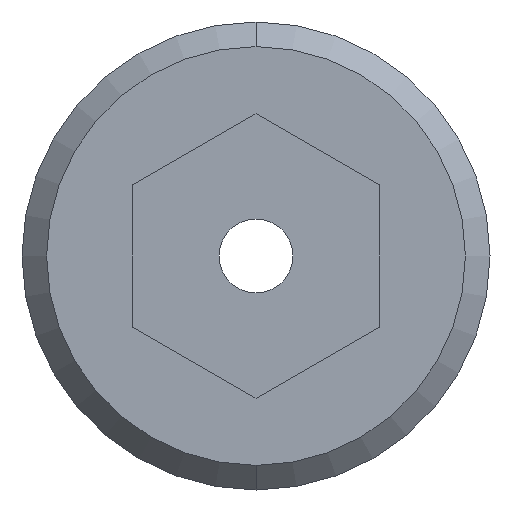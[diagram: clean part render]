
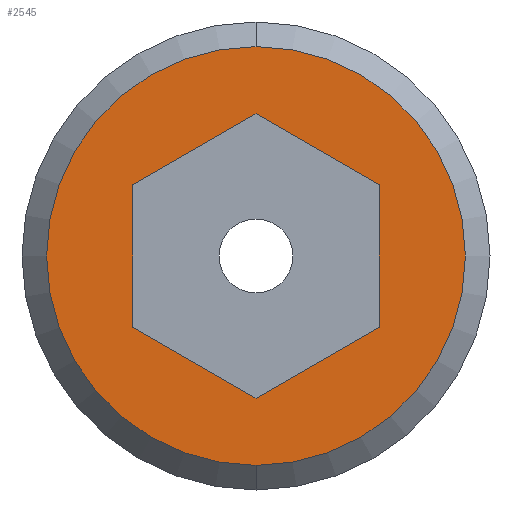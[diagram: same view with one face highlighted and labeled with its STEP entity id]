
A CAD part, left-side view. The second image highlights one B-rep face of the part: STEP entity #2545.
In plain terms, the highlighted planar face has unit normal (-1, 0, 0).
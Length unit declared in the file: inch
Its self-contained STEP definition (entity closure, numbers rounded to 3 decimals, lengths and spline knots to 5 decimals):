
#1130=CARTESIAN_POINT('',(-0.162,0.,0.));
#1131=DIRECTION('',(-1.,0.,0.));
#1132=DIRECTION('',(0.,1.,0.));
#1133=AXIS2_PLACEMENT_3D('',#1130,#1131,#1132);
#1148=DIRECTION('',(0.,0.5,0.866));
#1149=VECTOR('',#1148,0.08083);
#1150=CARTESIAN_POINT('',(-0.162,0.04041,-0.07));
#1151=LINE('',#1150,#1149);
#1152=DIRECTION('',(0.,1.,0.));
#1153=VECTOR('',#1152,0.08083);
#1154=CARTESIAN_POINT('',(-0.162,-0.04041,-0.07));
#1155=LINE('',#1154,#1153);
#1156=DIRECTION('',(0.,0.5,-0.866));
#1157=VECTOR('',#1156,0.08083);
#1158=CARTESIAN_POINT('',(-0.162,-0.08083,0.));
#1159=LINE('',#1158,#1157);
#1160=DIRECTION('',(0.,-0.5,-0.866));
#1161=VECTOR('',#1160,0.08083);
#1162=CARTESIAN_POINT('',(-0.162,-0.04041,0.07));
#1163=LINE('',#1162,#1161);
#1164=DIRECTION('',(0.,-1.,0.));
#1165=VECTOR('',#1164,0.08083);
#1166=CARTESIAN_POINT('',(-0.162,0.04041,0.07));
#1167=LINE('',#1166,#1165);
#1168=DIRECTION('',(0.,-0.5,0.866));
#1169=VECTOR('',#1168,0.08083);
#1170=CARTESIAN_POINT('',(-0.162,0.08083,0.));
#1171=LINE('',#1170,#1169);
#1172=CARTESIAN_POINT('',(-0.162,0.,0.));
#1173=DIRECTION('',(1.,0.,0.));
#1174=DIRECTION('',(0.,1.,0.));
#1175=AXIS2_PLACEMENT_3D('',#1172,#1173,#1174);
#1280=CARTESIAN_POINT('',(-0.162,0.119,0.));
#1281=CARTESIAN_POINT('',(-0.162,-0.119,0.));
#1282=VERTEX_POINT('',#1280);
#1283=VERTEX_POINT('',#1281);
#1300=CARTESIAN_POINT('',(-0.162,0.04041,-0.07));
#1301=CARTESIAN_POINT('',(-0.162,0.08083,0.));
#1302=VERTEX_POINT('',#1300);
#1303=VERTEX_POINT('',#1301);
#1304=CARTESIAN_POINT('',(-0.162,-0.04041,-0.07));
#1305=VERTEX_POINT('',#1304);
#1306=CARTESIAN_POINT('',(-0.162,-0.08083,0.));
#1307=VERTEX_POINT('',#1306);
#1308=CARTESIAN_POINT('',(-0.162,-0.04041,0.07));
#1309=VERTEX_POINT('',#1308);
#1310=CARTESIAN_POINT('',(-0.162,0.04041,0.07));
#1311=VERTEX_POINT('',#1310);
#2521=CARTESIAN_POINT('',(-0.162,0.,0.));
#2522=DIRECTION('',(1.,0.,0.));
#2523=DIRECTION('',(0.,-1.,0.));
#2524=AXIS2_PLACEMENT_3D('',#2521,#2522,#2523);
#2525=PLANE('',#2524);
#2526=ORIENTED_EDGE('',*,*,#2511,.F.);
#2528=ORIENTED_EDGE('',*,*,#2527,.T.);
#2529=EDGE_LOOP('',(#2526,#2528));
#2530=FACE_OUTER_BOUND('',#2529,.F.);
#2532=ORIENTED_EDGE('',*,*,#2531,.F.);
#2534=ORIENTED_EDGE('',*,*,#2533,.F.);
#2536=ORIENTED_EDGE('',*,*,#2535,.F.);
#2538=ORIENTED_EDGE('',*,*,#2537,.F.);
#2540=ORIENTED_EDGE('',*,*,#2539,.F.);
#2542=ORIENTED_EDGE('',*,*,#2541,.F.);
#2543=EDGE_LOOP('',(#2532,#2534,#2536,#2538,#2540,#2542));
#2544=FACE_BOUND('',#2543,.F.);
#1134=CIRCLE('',#1133,0.119);
#1176=CIRCLE('',#1175,0.119);
#2511=EDGE_CURVE('',#1282,#1283,#1134,.T.);
#2527=EDGE_CURVE('',#1282,#1283,#1176,.T.);
#2531=EDGE_CURVE('',#1302,#1303,#1151,.T.);
#2533=EDGE_CURVE('',#1305,#1302,#1155,.T.);
#2535=EDGE_CURVE('',#1307,#1305,#1159,.T.);
#2537=EDGE_CURVE('',#1309,#1307,#1163,.T.);
#2539=EDGE_CURVE('',#1311,#1309,#1167,.T.);
#2541=EDGE_CURVE('',#1303,#1311,#1171,.T.);
#2545=ADVANCED_FACE('',(#2530,#2544),#2525,.F.);
